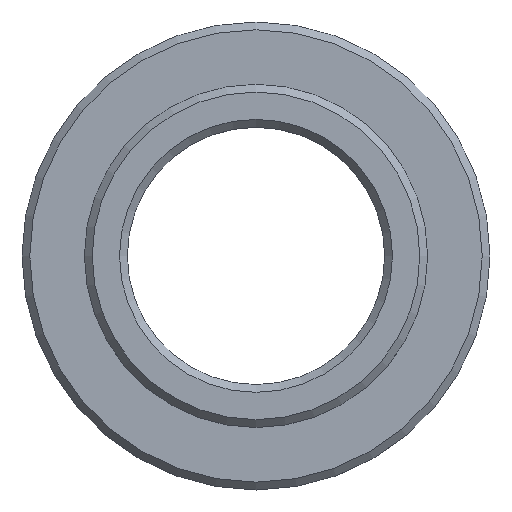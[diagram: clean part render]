
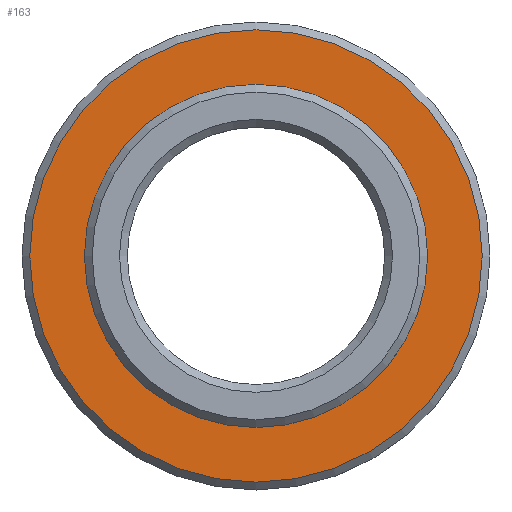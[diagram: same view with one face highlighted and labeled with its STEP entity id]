
A CAD part, top view. The second image highlights one B-rep face of the part: STEP entity #163.
In plain terms, the highlighted planar face has unit normal (0, 0, 1).
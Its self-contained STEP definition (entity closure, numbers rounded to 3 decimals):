
#17=FACE_BOUND('',#47,.T.);
#20=PLANE('',#200);
#33=FACE_OUTER_BOUND('',#46,.T.);
#46=EDGE_LOOP('',(#143));
#47=EDGE_LOOP('',(#144));
#73=CIRCLE('',#194,5.5);
#74=CIRCLE('',#196,7.25);
#85=VERTEX_POINT('',#286);
#86=VERTEX_POINT('',#290);
#102=EDGE_CURVE('',#85,#85,#73,.T.);
#103=EDGE_CURVE('',#86,#86,#74,.T.);
#143=ORIENTED_EDGE('',*,*,#103,.F.);
#144=ORIENTED_EDGE('',*,*,#102,.T.);
#163=ADVANCED_FACE('',(#33,#17),#20,.T.);
#194=AXIS2_PLACEMENT_3D('',#288,#239,#240);
#196=AXIS2_PLACEMENT_3D('',#291,#243,#244);
#200=AXIS2_PLACEMENT_3D('',#299,#253,#254);
#239=DIRECTION('center_axis',(0.,0.,-1.));
#240=DIRECTION('ref_axis',(-1.,0.,0.));
#243=DIRECTION('center_axis',(0.,0.,-1.));
#244=DIRECTION('ref_axis',(1.,0.,0.));
#253=DIRECTION('center_axis',(0.,0.,1.));
#254=DIRECTION('ref_axis',(1.,0.,0.));
#286=CARTESIAN_POINT('',(15.5,-15.,1.));
#288=CARTESIAN_POINT('Origin',(10.,-15.,1.));
#290=CARTESIAN_POINT('',(2.75,-15.,1.));
#291=CARTESIAN_POINT('Origin',(10.,-15.,1.));
#299=CARTESIAN_POINT('Origin',(10.,-15.,1.));
